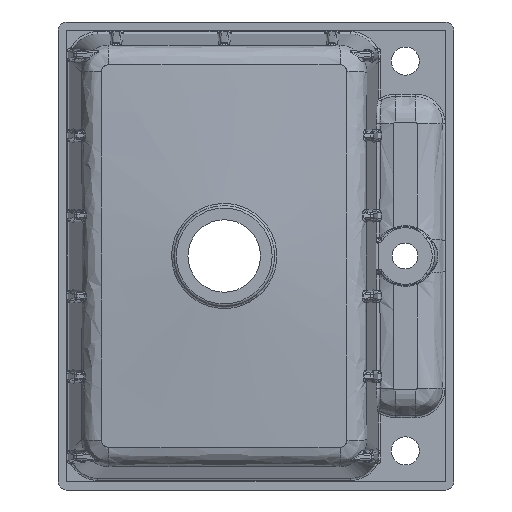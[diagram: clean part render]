
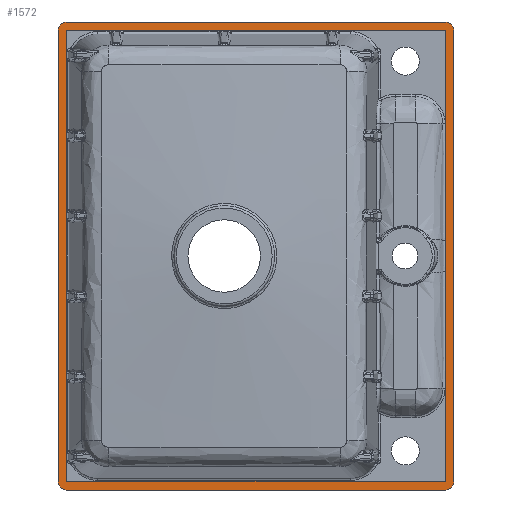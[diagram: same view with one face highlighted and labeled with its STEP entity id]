
A CAD part, front view. The second image highlights one B-rep face of the part: STEP entity #1572.
In plain terms, the highlighted planar face has unit normal (0, -1, 0).
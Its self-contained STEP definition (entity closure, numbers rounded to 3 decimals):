
#621=CIRCLE('',#8701,10.);
#622=CIRCLE('',#8702,10.);
#623=CIRCLE('',#8703,10.);
#624=CIRCLE('',#8704,10.);
#1084=FACE_BOUND('',#2797,.T.);
#1085=FACE_BOUND('',#2798,.T.);
#1572=ADVANCED_FACE('',(#1084,#1085),#2150,.F.);
#2150=PLANE('',#8705);
#2797=EDGE_LOOP('',(#3435,#3436,#3437,#3438));
#2798=EDGE_LOOP('',(#3439,#3440,#3441,#3442,#3443,#3444,#3445,#3446));
#3435=ORIENTED_EDGE('',*,*,#6783,.T.);
#3436=ORIENTED_EDGE('',*,*,#6789,.T.);
#3437=ORIENTED_EDGE('',*,*,#6764,.T.);
#3438=ORIENTED_EDGE('',*,*,#6768,.T.);
#3439=ORIENTED_EDGE('',*,*,#6749,.T.);
#3440=ORIENTED_EDGE('',*,*,#6791,.T.);
#3441=ORIENTED_EDGE('',*,*,#6751,.T.);
#3442=ORIENTED_EDGE('',*,*,#6792,.T.);
#3443=ORIENTED_EDGE('',*,*,#6757,.T.);
#3444=ORIENTED_EDGE('',*,*,#6793,.T.);
#3445=ORIENTED_EDGE('',*,*,#6761,.T.);
#3446=ORIENTED_EDGE('',*,*,#6794,.T.);
#6005=VERTEX_POINT('',#11605);
#6006=VERTEX_POINT('',#11607);
#6007=VERTEX_POINT('',#11611);
#6008=VERTEX_POINT('',#11612);
#6013=VERTEX_POINT('',#11623);
#6014=VERTEX_POINT('',#11625);
#6017=VERTEX_POINT('',#11632);
#6018=VERTEX_POINT('',#11634);
#6020=VERTEX_POINT('',#11639);
#6021=VERTEX_POINT('',#11641);
#6024=VERTEX_POINT('',#11648);
#6038=VERTEX_POINT('',#11708);
#6749=EDGE_CURVE('',#6006,#6005,#8057,.T.);
#6751=EDGE_CURVE('',#6007,#6008,#8059,.T.);
#6757=EDGE_CURVE('',#6014,#6013,#8065,.T.);
#6761=EDGE_CURVE('',#6018,#6017,#8069,.T.);
#6764=EDGE_CURVE('',#6021,#6020,#8072,.T.);
#6768=EDGE_CURVE('',#6020,#6024,#8076,.T.);
#6783=EDGE_CURVE('',#6024,#6038,#8085,.T.);
#6789=EDGE_CURVE('',#6038,#6021,#8088,.T.);
#6791=EDGE_CURVE('',#6005,#6007,#621,.T.);
#6792=EDGE_CURVE('',#6008,#6014,#622,.T.);
#6793=EDGE_CURVE('',#6013,#6018,#623,.T.);
#6794=EDGE_CURVE('',#6017,#6006,#624,.T.);
#8057=LINE('',#11606,#8370);
#8059=LINE('',#11610,#8372);
#8065=LINE('',#11624,#8378);
#8069=LINE('',#11633,#8382);
#8072=LINE('',#11640,#8385);
#8076=LINE('',#11649,#8389);
#8085=LINE('',#11709,#8398);
#8088=LINE('',#11729,#8401);
#8370=VECTOR('',#9562,1.);
#8372=VECTOR('',#9566,1.);
#8378=VECTOR('',#9574,1.);
#8382=VECTOR('',#9580,1.);
#8385=VECTOR('',#9585,1.);
#8389=VECTOR('',#9591,1.);
#8398=VECTOR('',#9602,1.);
#8401=VECTOR('',#9607,1.);
#8701=AXIS2_PLACEMENT_3D('',#11732,#9611,#9612);
#8702=AXIS2_PLACEMENT_3D('',#11733,#9613,#9614);
#8703=AXIS2_PLACEMENT_3D('',#11734,#9615,#9616);
#8704=AXIS2_PLACEMENT_3D('',#11735,#9617,#9618);
#8705=AXIS2_PLACEMENT_3D('',#11736,#9619,#9620);
#9562=DIRECTION('',(1.,0.,0.));
#9566=DIRECTION('',(0.,0.,1.));
#9574=DIRECTION('',(-1.,0.,0.));
#9580=DIRECTION('',(0.,0.,-1.));
#9585=DIRECTION('',(0.,0.,1.));
#9591=DIRECTION('',(1.,0.,0.));
#9602=DIRECTION('',(0.,0.,-1.));
#9607=DIRECTION('',(-1.,0.,0.));
#9611=DIRECTION('',(0.,-1.,0.));
#9612=DIRECTION('',(0.,0.,1.));
#9613=DIRECTION('',(0.,-1.,0.));
#9614=DIRECTION('',(0.,0.,1.));
#9615=DIRECTION('',(0.,-1.,0.));
#9616=DIRECTION('',(0.,0.,1.));
#9617=DIRECTION('',(0.,-1.,0.));
#9618=DIRECTION('',(0.,0.,1.));
#9619=DIRECTION('',(0.,1.,0.));
#9620=DIRECTION('',(0.,0.,1.));
#11605=CARTESIAN_POINT('',(275.059,-8.,-290.559));
#11606=CARTESIAN_POINT('',(274.5,-8.,-290.559));
#11607=CARTESIAN_POINT('',(-196.059,-8.,-290.559));
#11610=CARTESIAN_POINT('',(285.059,-8.,-280.));
#11611=CARTESIAN_POINT('',(285.059,-8.,-280.559));
#11612=CARTESIAN_POINT('',(285.059,-8.,280.559));
#11623=CARTESIAN_POINT('',(-196.059,-8.,290.559));
#11624=CARTESIAN_POINT('',(274.5,-8.,290.559));
#11625=CARTESIAN_POINT('',(275.059,-8.,290.559));
#11632=CARTESIAN_POINT('',(-206.059,-8.,-280.559));
#11633=CARTESIAN_POINT('',(-206.059,-8.,-280.));
#11634=CARTESIAN_POINT('',(-206.059,-8.,280.559));
#11639=CARTESIAN_POINT('',(-195.5,-8.,280.));
#11640=CARTESIAN_POINT('',(-195.5,-8.,280.));
#11641=CARTESIAN_POINT('',(-195.5,-8.,-280.));
#11648=CARTESIAN_POINT('',(274.5,-8.,280.));
#11649=CARTESIAN_POINT('',(274.5,-8.,280.));
#11708=CARTESIAN_POINT('',(274.5,-8.,-280.));
#11709=CARTESIAN_POINT('',(274.5,-8.,-280.));
#11729=CARTESIAN_POINT('',(-195.5,-8.,-280.));
#11732=CARTESIAN_POINT('',(275.059,-8.,-280.559));
#11733=CARTESIAN_POINT('',(275.059,-8.,280.559));
#11734=CARTESIAN_POINT('',(-196.059,-8.,280.559));
#11735=CARTESIAN_POINT('',(-196.059,-8.,-280.559));
#11736=CARTESIAN_POINT('',(274.5,-8.,-280.));
